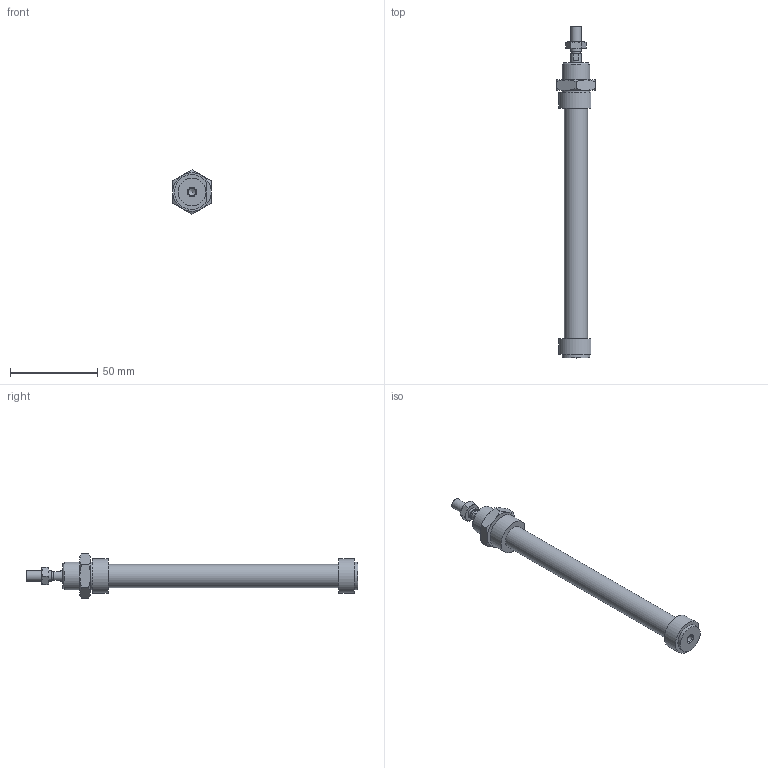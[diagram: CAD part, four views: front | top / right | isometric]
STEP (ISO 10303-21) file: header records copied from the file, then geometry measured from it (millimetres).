
FILE_DESCRIPTION((''),'2;1');
FILE_NAME('1281_12_0100.iam.stp','2009-06-04T09:38:01',(''),(''),'Autodesk Inventor 2010','Autodesk Inventor 2010','');
FILE_SCHEMA(('AUTOMOTIVE_DESIGN { 1 0 10303 214 1 1 1 1 }'));
Length unit declared in the file: millimetre
Products named in the file (5): 1281_12_0100; C1281_12_100; S1280_12_100; 1200_12_05; 1200_12_06
Assembly tree (4 placements, depth 2):
  1281_12_0100
    C1281_12_100
    S1280_12_100
    1200_12_05
    1200_12_06
Bounding box: 22 x 190 x 25.4 mm (x, y, z)
Volume: 29400.8 mm3; surface area: 15345.9 mm2
Topology: 4 solids, 4 shells, 83 faces, 169 edges, 102 vertices
Faces by surface type: plane 34, cone 26, bspline 14, cylinder 9
Full cylindrical faces by diameter (mm): 5 x1, 6 x3, 13.2 x1, 16 x2
Entity records: 2370 total; most frequent: CARTESIAN_POINT 636, DIRECTION 314, ORIENTED_EDGE 284, AXIS2_PLACEMENT_3D 142, EDGE_CURVE 142, EDGE_LOOP 116, VERTEX_POINT 96, STYLED_ITEM 87
